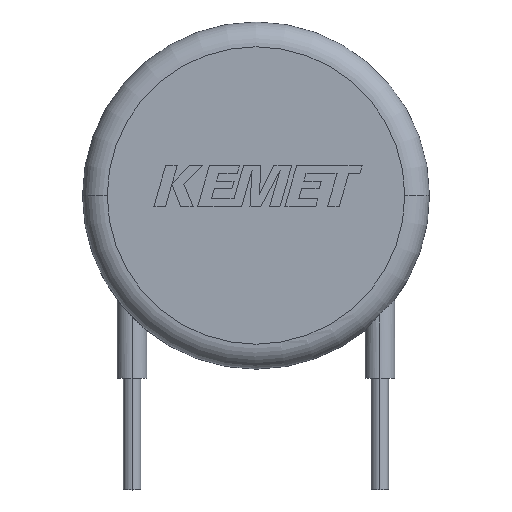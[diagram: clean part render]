
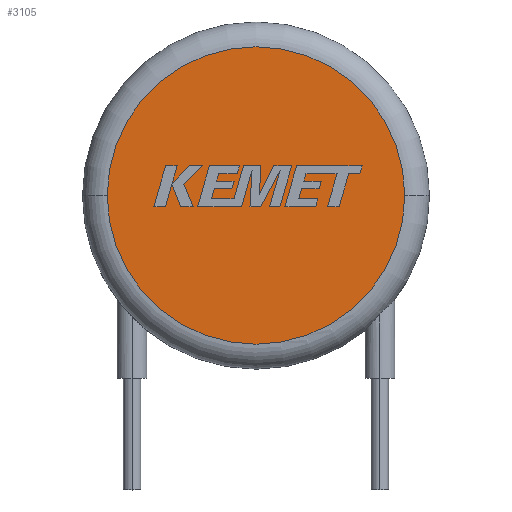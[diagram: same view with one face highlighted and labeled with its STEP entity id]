
A CAD part, top view. The second image highlights one B-rep face of the part: STEP entity #3105.
In plain terms, the highlighted planar face has unit normal (0, 0, 1).
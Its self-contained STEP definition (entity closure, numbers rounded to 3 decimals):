
#87 = DIRECTION ( 'NONE',  ( 1., 0., 0. ) ) ;
#191 = AXIS2_PLACEMENT_3D ( 'NONE', #1877, #2956, #231 ) ;
#231 = DIRECTION ( 'NONE',  ( 1., 0., 0. ) ) ;
#245 = CIRCLE ( 'NONE', #191, 6. ) ;
#297 = DIRECTION ( 'NONE',  ( 0., 0., 1. ) ) ;
#826 = CARTESIAN_POINT ( 'NONE',  ( 0., 0., 5. ) ) ;
#900 = CARTESIAN_POINT ( 'NONE',  ( 6., 0., 5. ) ) ;
#1135 = CIRCLE ( 'NONE', #3113, 6. ) ;
#1385 = AXIS2_PLACEMENT_3D ( 'NONE', #1623, #2693, #1571 ) ;
#1412 = VERTEX_POINT ( 'NONE', #3237 ) ;
#1571 = DIRECTION ( 'NONE',  ( 1., 0., 0. ) ) ;
#1623 = CARTESIAN_POINT ( 'NONE',  ( 0., 0., 5. ) ) ;
#1841 = FACE_OUTER_BOUND ( 'NONE', #3340, .T. ) ;
#1858 = PLANE ( 'NONE',  #1385 ) ;
#1877 = CARTESIAN_POINT ( 'NONE',  ( 0., 0., 5. ) ) ;
#1949 = ORIENTED_EDGE ( 'NONE', *, *, #2447, .T. ) ;
#2048 = ORIENTED_EDGE ( 'NONE', *, *, #3166, .T. ) ;
#2377 = VERTEX_POINT ( 'NONE', #900 ) ;
#2447 = EDGE_CURVE ( 'NONE', #2377, #1412, #1135, .T. ) ;
#2693 = DIRECTION ( 'NONE',  ( 0., 0., 1. ) ) ;
#2956 = DIRECTION ( 'NONE',  ( 0., 0., 1. ) ) ;
#3105 = ADVANCED_FACE ( 'NONE', ( #1841 ), #1858, .T. ) ;
#3113 = AXIS2_PLACEMENT_3D ( 'NONE', #826, #297, #87 ) ;
#3166 = EDGE_CURVE ( 'NONE', #1412, #2377, #245, .T. ) ;
#3237 = CARTESIAN_POINT ( 'NONE',  ( -6., 0., 5. ) ) ;
#3340 = EDGE_LOOP ( 'NONE', ( #1949, #2048 ) ) ;
